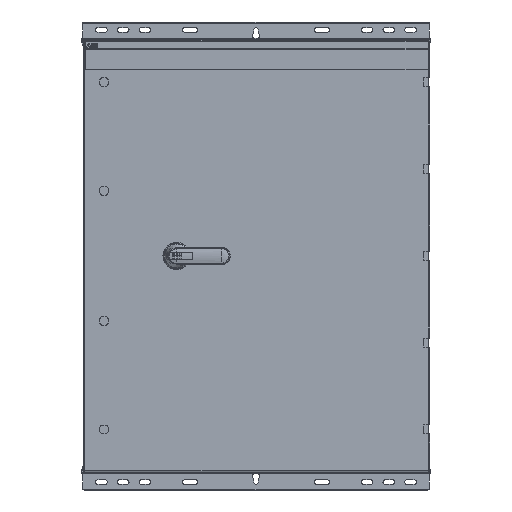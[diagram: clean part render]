
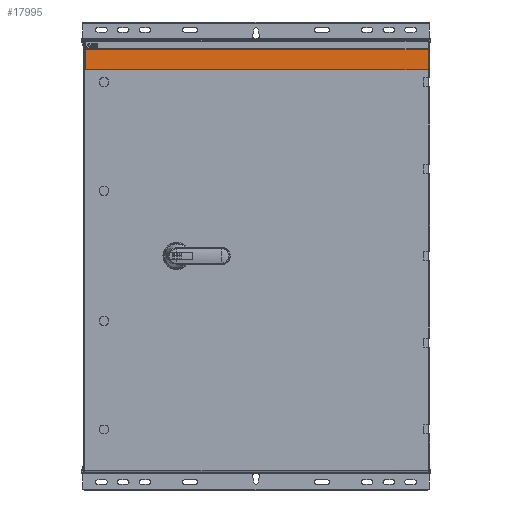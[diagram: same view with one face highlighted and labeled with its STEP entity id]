
A CAD part, top view. The second image highlights one B-rep face of the part: STEP entity #17995.
In plain terms, the highlighted planar face has unit normal (0, 0, 1).
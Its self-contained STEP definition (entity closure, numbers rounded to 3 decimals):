
#5152=DIRECTION('',(1.,0.,0.));
#5153=VECTOR('',#5152,790.);
#5154=CARTESIAN_POINT('',(-593.5,474.5,225.821));
#5155=LINE('',#5154,#5153);
#5156=DIRECTION('',(0.,-1.,0.));
#5157=VECTOR('',#5156,46.);
#5158=CARTESIAN_POINT('',(196.5,474.5,225.821));
#5159=LINE('',#5158,#5157);
#5160=DIRECTION('',(-1.,0.,0.));
#5161=VECTOR('',#5160,790.);
#5162=CARTESIAN_POINT('',(196.5,428.5,225.821));
#5163=LINE('',#5162,#5161);
#5164=DIRECTION('',(0.,1.,0.));
#5165=VECTOR('',#5164,46.);
#5166=CARTESIAN_POINT('',(-593.5,428.5,225.821));
#5167=LINE('',#5166,#5165);
#9102=CARTESIAN_POINT('',(-593.5,474.5,225.821));
#9104=VERTEX_POINT('',#9102);
#9106=CARTESIAN_POINT('',(-593.5,428.5,225.821));
#9107=VERTEX_POINT('',#9106);
#9115=CARTESIAN_POINT('',(196.5,474.5,225.821));
#9117=VERTEX_POINT('',#9115);
#9118=CARTESIAN_POINT('',(196.5,428.5,225.821));
#9119=VERTEX_POINT('',#9118);
#17983=CARTESIAN_POINT('',(-198.5,461.,225.821));
#17984=DIRECTION('',(0.,0.,1.));
#17985=DIRECTION('',(1.,0.,0.));
#17986=AXIS2_PLACEMENT_3D('',#17983,#17984,#17985);
#17987=PLANE('',#17986);
#17989=ORIENTED_EDGE('',*,*,#17988,.T.);
#17990=ORIENTED_EDGE('',*,*,#17956,.T.);
#17991=ORIENTED_EDGE('',*,*,#17977,.T.);
#17992=ORIENTED_EDGE('',*,*,#17927,.T.);
#17993=EDGE_LOOP('',(#17989,#17990,#17991,#17992));
#17994=FACE_OUTER_BOUND('',#17993,.F.);
#17927=EDGE_CURVE('',#9107,#9104,#5167,.T.);
#17956=EDGE_CURVE('',#9117,#9119,#5159,.T.);
#17977=EDGE_CURVE('',#9119,#9107,#5163,.T.);
#17988=EDGE_CURVE('',#9104,#9117,#5155,.T.);
#17995=ADVANCED_FACE('',(#17994),#17987,.T.);
